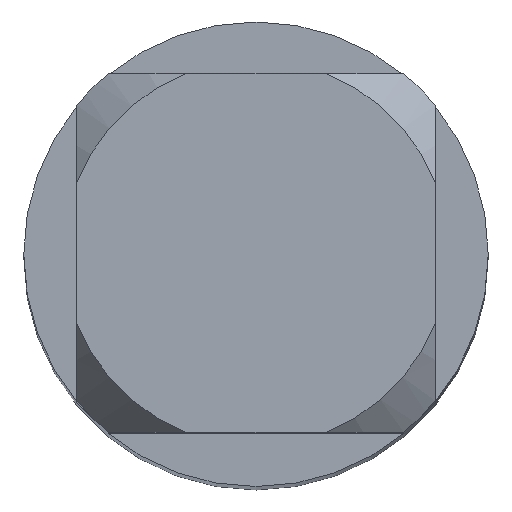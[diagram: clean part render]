
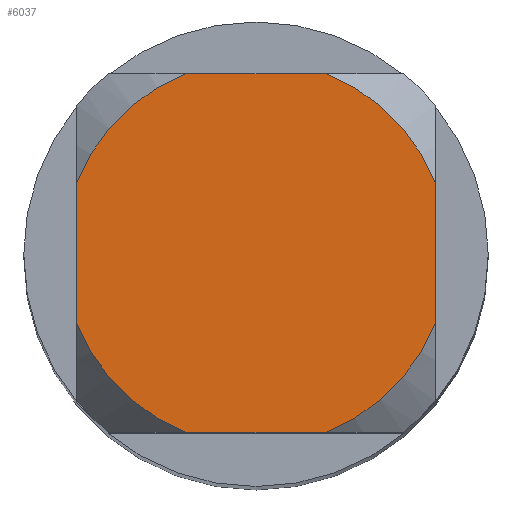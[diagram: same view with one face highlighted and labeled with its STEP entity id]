
A CAD part, top view. The second image highlights one B-rep face of the part: STEP entity #6037.
In plain terms, the highlighted planar face has unit normal (0, 0, 1).
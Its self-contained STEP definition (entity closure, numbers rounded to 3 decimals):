
#5495=VERTEX_POINT('',#16340);
#5499=VERTEX_POINT('',#16344);
#6037=ADVANCED_FACE('',(#16922),#16923,.T.);
#6135=EDGE_CURVE('',#8657,#7851,#17032,.T.);
#7185=VERTEX_POINT('',#18170);
#7851=VERTEX_POINT('',#18894);
#7973=EDGE_CURVE('',#8657,#7185,#19023,.T.);
#8037=EDGE_CURVE('',#5499,#7851,#19092,.T.);
#8657=VERTEX_POINT('',#19777);
#9317=EDGE_CURVE('',#12869,#14223,#20494,.T.);
#11637=EDGE_CURVE('',#14959,#7185,#22997,.T.);
#11665=EDGE_CURVE('',#5499,#5495,#23027,.T.);
#12869=VERTEX_POINT('',#24339);
#12891=EDGE_CURVE('',#12869,#5495,#24364,.T.);
#14223=VERTEX_POINT('',#25807);
#14563=EDGE_CURVE('',#14959,#14223,#26181,.T.);
#14959=VERTEX_POINT('',#26602);
#16340=CARTESIAN_POINT('',(-0.529,1.35,0.0));
#16344=CARTESIAN_POINT('',(-1.35,0.529,0.0));
#16922=FACE_OUTER_BOUND('',#29308,.T.);
#16923=PLANE('',#29309);
#17032=CIRCLE('',#29489,1.45);
#18170=CARTESIAN_POINT('',(0.529,-1.35,0.0));
#18894=CARTESIAN_POINT('',(-1.35,-0.529,0.0));
#19023=LINE('',#33331,#33332);
#19092=LINE('',#33444,#33445);
#19777=CARTESIAN_POINT('',(-0.529,-1.35,0.0));
#20494=CIRCLE('',#36073,1.45);
#22997=CIRCLE('',#40634,1.45);
#23027=CIRCLE('',#40675,1.45);
#24339=CARTESIAN_POINT('',(0.529,1.35,0.0));
#24364=LINE('',#43200,#43201);
#25807=CARTESIAN_POINT('',(1.35,0.529,0.0));
#26181=LINE('',#46653,#46654);
#26602=CARTESIAN_POINT('',(1.35,-0.529,0.0));
#29308=EDGE_LOOP('',(#51038,#51039,#51040,#51041,#51042,#51043,#51044,#51045));
#29309=AXIS2_PLACEMENT_3D('',#51046,#51047,#51048);
#29489=AXIS2_PLACEMENT_3D('',#51177,#51178,#51179);
#33331=CARTESIAN_POINT('',(0.0,-1.35,0.0));
#33332=VECTOR('',#53036,1.0);
#33444=CARTESIAN_POINT('',(-1.35,0.363,0.0));
#33445=VECTOR('',#53094,1.0);
#36073=AXIS2_PLACEMENT_3D('',#54603,#54604,#54605);
#40634=AXIS2_PLACEMENT_3D('',#56944,#56945,#56946);
#40675=AXIS2_PLACEMENT_3D('',#56973,#56974,#56975);
#43200=CARTESIAN_POINT('',(0.0,1.35,0.0));
#43201=VECTOR('',#58551,1.0);
#46653=CARTESIAN_POINT('',(1.35,0.363,0.0));
#46654=VECTOR('',#60350,1.0);
#51038=ORIENTED_EDGE('',*,*,#8037,.T.);
#51039=ORIENTED_EDGE('',*,*,#6135,.F.);
#51040=ORIENTED_EDGE('',*,*,#7973,.T.);
#51041=ORIENTED_EDGE('',*,*,#11637,.F.);
#51042=ORIENTED_EDGE('',*,*,#14563,.T.);
#51043=ORIENTED_EDGE('',*,*,#9317,.F.);
#51044=ORIENTED_EDGE('',*,*,#12891,.T.);
#51045=ORIENTED_EDGE('',*,*,#11665,.F.);
#51046=CARTESIAN_POINT('',(0.0,0.725,0.0));
#51047=DIRECTION('',(-0.0,0.0,1.0));
#51048=DIRECTION('',(0.0,-1.0,0.0));
#51177=CARTESIAN_POINT('',(0.0,0.0,0.0));
#51178=DIRECTION('',(0.0,0.0,-1.0));
#51179=DIRECTION('',(0.0,1.0,0.0));
#53036=DIRECTION('',(1.0,0.0,0.0));
#53094=DIRECTION('',(-0.0,-1.0,0.0));
#54603=CARTESIAN_POINT('',(0.0,0.0,0.0));
#54604=DIRECTION('',(0.0,0.0,-1.0));
#54605=DIRECTION('',(0.0,1.0,0.0));
#56944=CARTESIAN_POINT('',(0.0,0.0,0.0));
#56945=DIRECTION('',(0.0,0.0,-1.0));
#56946=DIRECTION('',(0.0,1.0,0.0));
#56973=CARTESIAN_POINT('',(0.0,0.0,0.0));
#56974=DIRECTION('',(0.0,0.0,-1.0));
#56975=DIRECTION('',(0.0,1.0,0.0));
#58551=DIRECTION('',(-1.0,0.0,0.0));
#60350=DIRECTION('',(-0.0,1.0,0.0));
